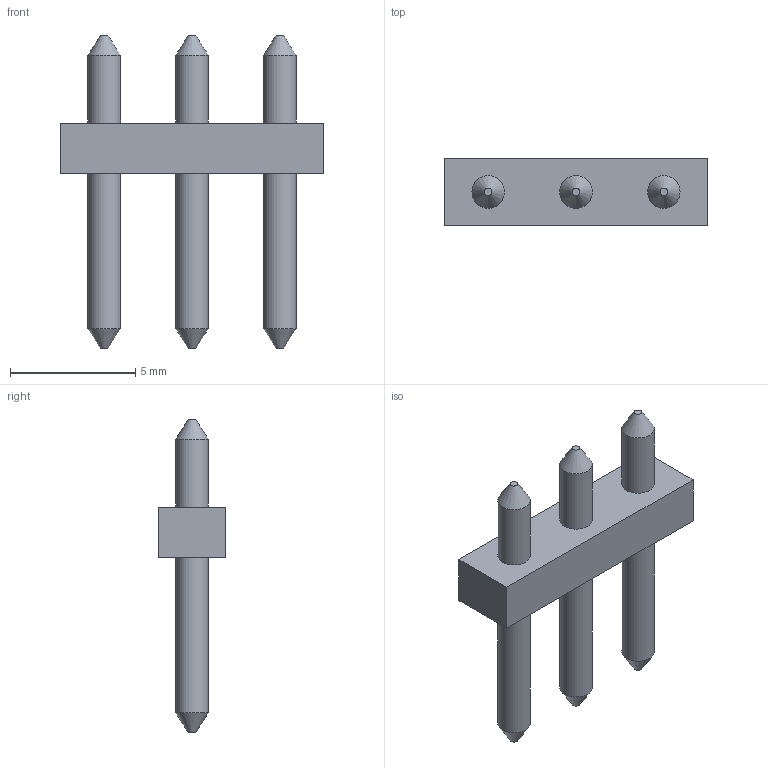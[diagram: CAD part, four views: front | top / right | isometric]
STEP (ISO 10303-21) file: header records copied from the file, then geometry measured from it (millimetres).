
FILE_DESCRIPTION(/* description */ (''),/* implementation_level */ '2;1');
FILE_NAME(/* name */ '823-03-035-1-1.stp',/* time_stamp */ '2026-02-24T10:56:57+01:00',/* author */ ('Andreas.Larin'),/* organization */ (''),/* preprocessor_version */ 'ST-DEVELOPER v20',/* originating_system */ 'Autodesk Inventor 2025',/* authorisation */ '');
FILE_SCHEMA (('AUTOMOTIVE_DESIGN { 1 0 10303 214 3 1 1 }'));
Length unit declared in the file: millimetre
Products named in the file (1): 823-03-035-1-1
Bounding box: 10.5 x 2.7 x 12.5 mm (x, y, z)
Volume: 94.9 mm3; surface area: 225.2 mm2
Topology: 1 solids, 1 shells, 24 faces, 48 edges, 32 vertices
Faces by surface type: plane 12, cylinder 6, cone 6
Full cylindrical faces by diameter (mm): 1.3 x6
Entity records: 679 total; most frequent: DIRECTION 122, CARTESIAN_POINT 105, ORIENTED_EDGE 96, AXIS2_PLACEMENT_3D 49, EDGE_CURVE 48, VERTEX_POINT 32, EDGE_LOOP 30, CIRCLE 24
